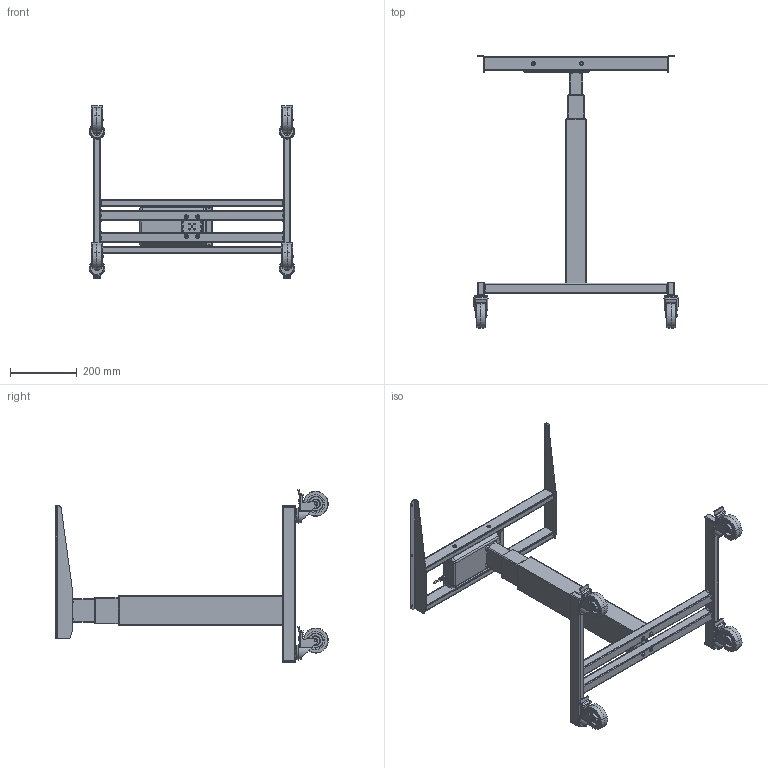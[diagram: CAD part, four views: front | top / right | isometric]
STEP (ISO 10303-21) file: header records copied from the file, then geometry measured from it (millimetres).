
FILE_DESCRIPTION (( 'STEP AP203' ), '1' );
FILE_NAME ('Mini med 4 hjul_50112x.STEP', '2019-02-11T15:31:51', ( '' ), ( '' ), 'SwSTEP 2.0', 'SolidWorks 2015', '' );
FILE_SCHEMA (( 'CONFIG_CONTROL_DESIGN' ));
Length unit declared in the file: millimetre
Products named in the file (1): Mini med 4 hjul_50112x
Bounding box: 616.85 x 816.58 x 517.24 mm (x, y, z)
Surface area: 1074047.5 mm2 (no closed solid volume)
Topology: 0 solids, 95 shells, 928 faces, 3124 edges, 2246 vertices
Faces by surface type: plane 369, cylinder 328, torus 106, cone 76, sphere 26, bspline 23
Entity records: 35968 total; most frequent: CARTESIAN_POINT 8786, DIRECTION 5998, ORIENTED_EDGE 4828, EDGE_CURVE 3106, VERTEX_POINT 2246, AXIS2_PLACEMENT_3D 2226, LINE 1546, VECTOR 1546
